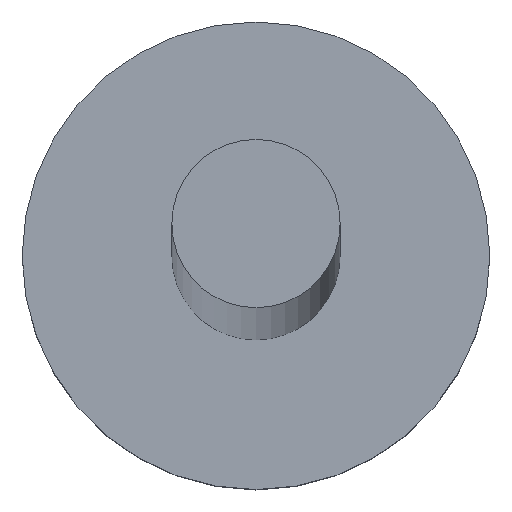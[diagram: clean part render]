
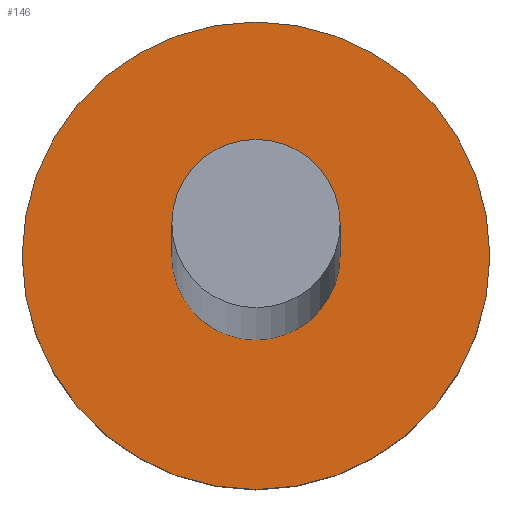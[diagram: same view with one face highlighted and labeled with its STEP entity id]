
A CAD part, top view. The second image highlights one B-rep face of the part: STEP entity #146.
In plain terms, the highlighted planar face has unit normal (0, 0, 1).
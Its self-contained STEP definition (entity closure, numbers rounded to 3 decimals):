
#10 = EDGE_CURVE ( 'NONE', #221, #186, #96, .T. ) ;
#12 = AXIS2_PLACEMENT_3D ( 'NONE', #67, #138, #209 ) ;
#14 = CARTESIAN_POINT ( 'NONE',  ( 0., 0., 1.2 ) ) ;
#17 = CIRCLE ( 'NONE', #37, 1.25 ) ;
#19 = CARTESIAN_POINT ( 'NONE',  ( -1.25, 0., 1.2 ) ) ;
#21 = EDGE_CURVE ( 'NONE', #186, #221, #17, .T. ) ;
#24 = ORIENTED_EDGE ( 'NONE', *, *, #139, .F. ) ;
#32 = DIRECTION ( 'NONE',  ( 0., 0., 1. ) ) ;
#35 = DIRECTION ( 'NONE',  ( 1., 0., 0. ) ) ;
#37 = AXIS2_PLACEMENT_3D ( 'NONE', #14, #32, #56 ) ;
#47 = VERTEX_POINT ( 'NONE', #170 ) ;
#51 = ORIENTED_EDGE ( 'NONE', *, *, #10, .T. ) ;
#52 = CARTESIAN_POINT ( 'NONE',  ( 0., 0., 1.2 ) ) ;
#56 = DIRECTION ( 'NONE',  ( 1., 0., 0. ) ) ;
#67 = CARTESIAN_POINT ( 'NONE',  ( 0., 0., 1.2 ) ) ;
#81 = FACE_OUTER_BOUND ( 'NONE', #203, .T. ) ;
#91 = VERTEX_POINT ( 'NONE', #185 ) ;
#96 = CIRCLE ( 'NONE', #129, 1.25 ) ;
#104 = ORIENTED_EDGE ( 'NONE', *, *, #173, .F. ) ;
#110 = FACE_BOUND ( 'NONE', #182, .T. ) ;
#111 = DIRECTION ( 'NONE',  ( 0., 0., 1. ) ) ;
#113 = AXIS2_PLACEMENT_3D ( 'NONE', #194, #111, #192 ) ;
#114 = DIRECTION ( 'NONE',  ( 0., 0., 1. ) ) ;
#129 = AXIS2_PLACEMENT_3D ( 'NONE', #52, #207, #35 ) ;
#131 = DIRECTION ( 'NONE',  ( 1., 0., 0. ) ) ;
#134 = CARTESIAN_POINT ( 'NONE',  ( 1.25, 0., 1.2 ) ) ;
#138 = DIRECTION ( 'NONE',  ( 0., 0., 1. ) ) ;
#139 = EDGE_CURVE ( 'NONE', #47, #91, #162, .T. ) ;
#146 = ADVANCED_FACE ( 'NONE', ( #110, #81 ), #176, .T. ) ;
#162 = CIRCLE ( 'NONE', #12, 0.45 ) ;
#168 = CIRCLE ( 'NONE', #189, 0.45 ) ;
#170 = CARTESIAN_POINT ( 'NONE',  ( -0.45, 0., 1.2 ) ) ;
#173 = EDGE_CURVE ( 'NONE', #91, #47, #168, .T. ) ;
#176 = PLANE ( 'NONE',  #113 ) ;
#182 = EDGE_LOOP ( 'NONE', ( #24, #104 ) ) ;
#185 = CARTESIAN_POINT ( 'NONE',  ( 0.45, 0., 1.2 ) ) ;
#186 = VERTEX_POINT ( 'NONE', #134 ) ;
#189 = AXIS2_PLACEMENT_3D ( 'NONE', #191, #114, #131 ) ;
#191 = CARTESIAN_POINT ( 'NONE',  ( 0., 0., 1.2 ) ) ;
#192 = DIRECTION ( 'NONE',  ( 1., 0., 0. ) ) ;
#194 = CARTESIAN_POINT ( 'NONE',  ( 0., 0., 1.2 ) ) ;
#203 = EDGE_LOOP ( 'NONE', ( #51, #237 ) ) ;
#207 = DIRECTION ( 'NONE',  ( 0., 0., 1. ) ) ;
#209 = DIRECTION ( 'NONE',  ( 1., 0., 0. ) ) ;
#221 = VERTEX_POINT ( 'NONE', #19 ) ;
#237 = ORIENTED_EDGE ( 'NONE', *, *, #21, .T. ) ;
